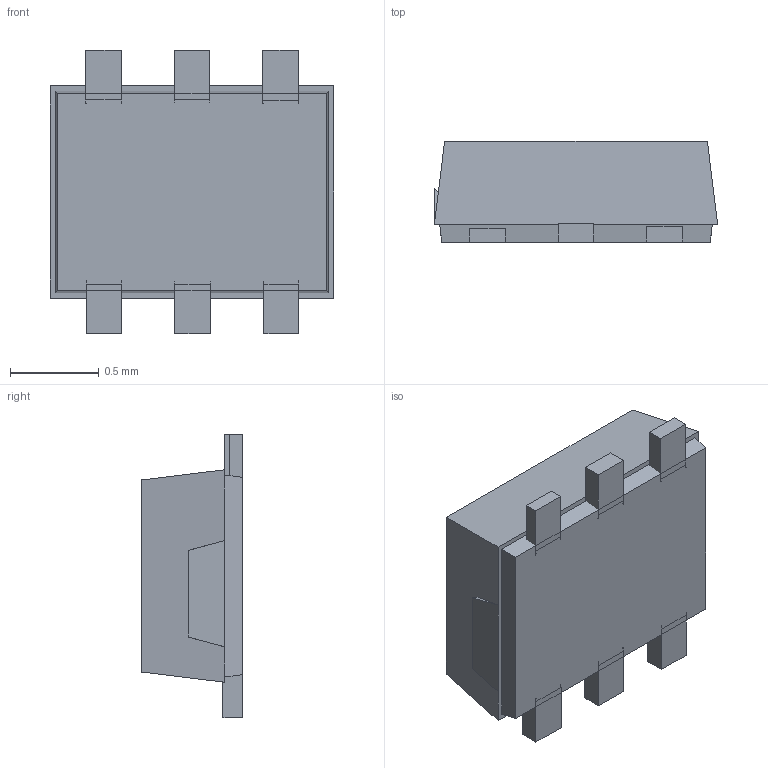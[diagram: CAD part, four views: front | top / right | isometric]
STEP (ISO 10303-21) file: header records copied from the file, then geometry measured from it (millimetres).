
FILE_DESCRIPTION (( '3D model for products with SOT666 package' ), '1' );
FILE_NAME ('SOT666.step', '2018-08-29T08:48:03', ( 'Nexperia' ), ( 'Nexperia' ), 'SwSTEP 2.0', '', '' );
FILE_SCHEMA (( 'AUTOMOTIVE_DESIGN' ));
Length unit declared in the file: millimetre
Products named in the file (4): SOT666 upper mold body; SOT666 LF; SOT666 Lower mold body; SOT666 step
Assembly tree (3 placements, depth 2):
  SOT666 step
    SOT666 Lower mold body
    SOT666 LF
    SOT666 upper mold body
Bounding box: 1.6 x 0.57 x 1.6 mm (x, y, z)
Volume: 1 mm3; surface area: 12 mm2
Topology: 8 solids, 8 shells, 132 faces, 332 edges, 219 vertices
Faces by surface type: plane 87, cylinder 45
Entity records: 5079 total; most frequent: CARTESIAN_POINT 1063, ORIENTED_EDGE 664, DIRECTION 648, EDGE_CURVE 332, LINE 232, VECTOR 232, VERTEX_POINT 219, AXIS2_PLACEMENT_3D 208
